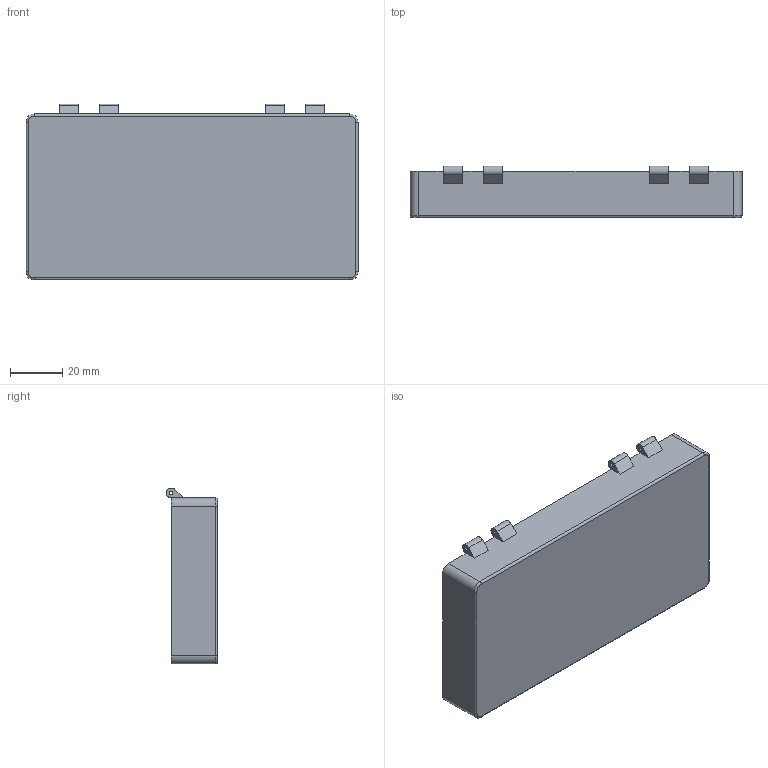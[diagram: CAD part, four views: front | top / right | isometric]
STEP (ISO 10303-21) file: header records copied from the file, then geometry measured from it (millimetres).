
FILE_DESCRIPTION(/* description */ (''),/* implementation_level */ '2;1');
FILE_NAME(/* name */ 'PinecilCaseBottom.stp',/* time_stamp */ '2025-11-03T21:10:12-05:00',/* author */ ('nmari'),/* organization */ (''),/* preprocessor_version */ 'ST-DEVELOPER v20.1',/* originating_system */ 'Autodesk Inventor 2026',/* authorisation */ '');
FILE_SCHEMA (('AUTOMOTIVE_DESIGN { 1 0 10303 214 3 1 1 }'));
Length unit declared in the file: inch
Products named in the file (1): PinecilCaseBottom
Bounding box: 127 x 19.68 x 67.31 mm (x, y, z)
Volume: 63573.7 mm3; surface area: 31287.4 mm2
Topology: 1 solids, 1 shells, 105 faces, 267 edges, 172 vertices
Faces by surface type: plane 55, cylinder 44, torus 5, sphere 1
Full cylindrical faces by diameter (mm): 1.27 x4, 5.08 x4
Entity records: 3269 total; most frequent: DIRECTION 573, CARTESIAN_POINT 545, ORIENTED_EDGE 534, EDGE_CURVE 267, AXIS2_PLACEMENT_3D 200, LINE 173, VECTOR 173, VERTEX_POINT 172
